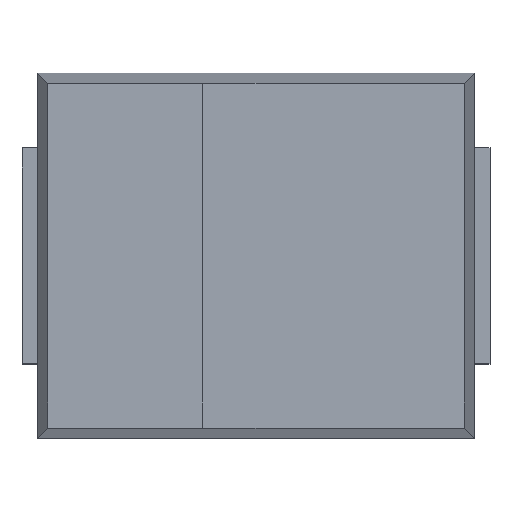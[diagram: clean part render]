
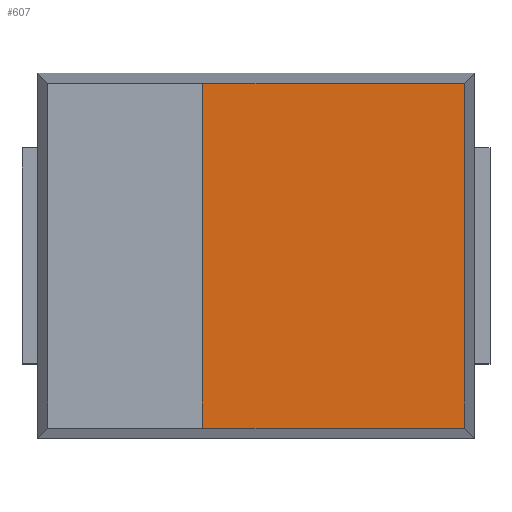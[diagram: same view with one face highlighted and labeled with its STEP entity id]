
A CAD part, top view. The second image highlights one B-rep face of the part: STEP entity #607.
In plain terms, the highlighted planar face has unit normal (0, 0, 1).
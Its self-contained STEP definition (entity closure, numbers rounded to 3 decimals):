
#35=FACE_OUTER_BOUND('',#75,.T.);
#75=EDGE_LOOP('',(#425,#426,#427,#428));
#109=LINE('',#873,#189);
#113=LINE('',#881,#193);
#116=LINE('',#887,#196);
#120=LINE('',#893,#200);
#189=VECTOR('',#708,10.);
#193=VECTOR('',#714,10.);
#196=VECTOR('',#719,10.);
#200=VECTOR('',#725,10.);
#269=VERTEX_POINT('',#871);
#270=VERTEX_POINT('',#872);
#273=VERTEX_POINT('',#880);
#275=VERTEX_POINT('',#886);
#321=EDGE_CURVE('',#269,#270,#109,.T.);
#325=EDGE_CURVE('',#270,#273,#113,.T.);
#328=EDGE_CURVE('',#273,#275,#116,.T.);
#332=EDGE_CURVE('',#275,#269,#120,.T.);
#425=ORIENTED_EDGE('',*,*,#321,.F.);
#426=ORIENTED_EDGE('',*,*,#332,.F.);
#427=ORIENTED_EDGE('',*,*,#328,.F.);
#428=ORIENTED_EDGE('',*,*,#325,.F.);
#567=PLANE('',#667);
#607=ADVANCED_FACE('',(#35),#567,.T.);
#667=AXIS2_PLACEMENT_3D('',#904,#735,#736);
#708=DIRECTION('',(0.,1.,0.));
#714=DIRECTION('',(1.,0.,0.));
#719=DIRECTION('',(0.,-1.,0.));
#725=DIRECTION('',(-1.,0.,0.));
#735=DIRECTION('center_axis',(0.,0.,1.));
#736=DIRECTION('ref_axis',(1.,0.,0.));
#871=CARTESIAN_POINT('',(-2.025,-1.675,2.));
#872=CARTESIAN_POINT('',(-2.025,1.675,2.));
#873=CARTESIAN_POINT('',(-2.025,0.888,2.));
#880=CARTESIAN_POINT('',(2.025,1.675,2.));
#881=CARTESIAN_POINT('',(1.063,1.675,2.));
#886=CARTESIAN_POINT('',(2.025,-1.675,2.));
#887=CARTESIAN_POINT('',(2.025,-0.888,2.));
#893=CARTESIAN_POINT('',(-1.063,-1.675,2.));
#904=CARTESIAN_POINT('Origin',(0.,0.,2.));
